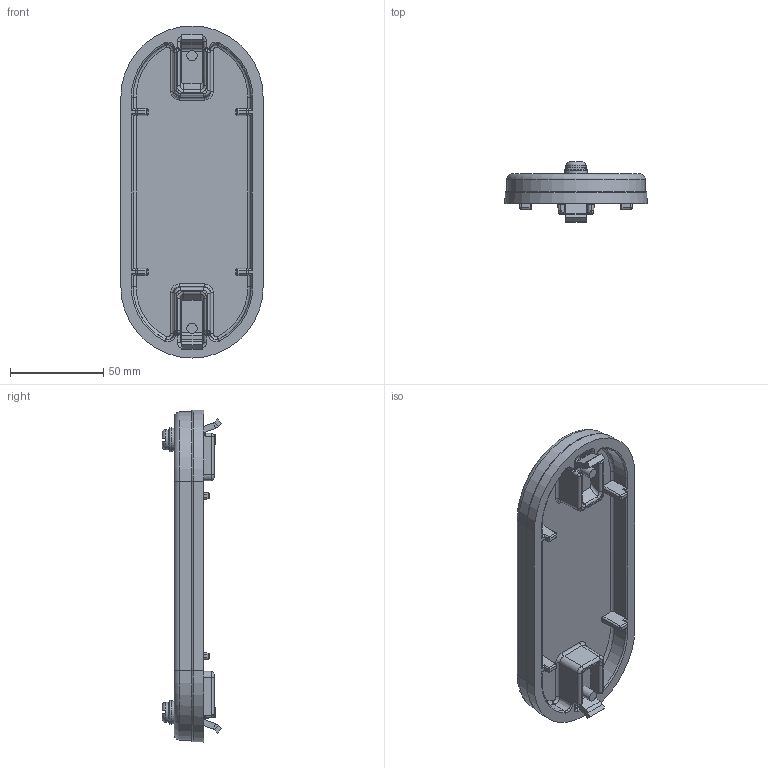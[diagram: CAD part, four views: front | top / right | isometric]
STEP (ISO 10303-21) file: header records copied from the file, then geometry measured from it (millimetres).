
FILE_DESCRIPTION(/* description */ (''),/* implementation_level */ '2;1');
FILE_NAME(/* name */ 'KIL_670CSA.stp',/* time_stamp */ '2019-10-24T22:29:39+06:00',/* author */ ('mashraf'),/* organization */ (''),/* preprocessor_version */ 'ST-DEVELOPER v16.13',/* originating_system */ 'Autodesk Inventor 2018',/* authorisation */ '');
FILE_SCHEMA (('AUTOMOTIVE_DESIGN { 1 0 10303 214 3 1 1 }'));
Length unit declared in the file: inch
Products named in the file (4): 670CSA; 17716; 18038; 18033
Assembly tree (5 placements, depth 2):
  670CSA
    17716
    18033  x2
    18038  x2
Bounding box: 76.2 x 31.96 x 177.8 mm (x, y, z)
Volume: 104281.8 mm3; surface area: 43208.4 mm2
Topology: 7 solids, 7 shells, 679 faces, 1692 edges, 1025 vertices
Faces by surface type: plane 341, cylinder 144, bspline 126, sphere 28, torus 22, cone 18
Full cylindrical faces by diameter (mm): 1.181 x1, 1.41 x1, 4.496 x2, 5.486 x2, 10.35 x1, 10.795 x2, 12.192 x2, 12.7 x3
Entity records: 22083 total; most frequent: CARTESIAN_POINT 7468, ORIENTED_EDGE 3100, DIRECTION 2748, EDGE_CURVE 1550, VERTEX_POINT 972, LINE 966, VECTOR 966, AXIS2_PLACEMENT_3D 891
